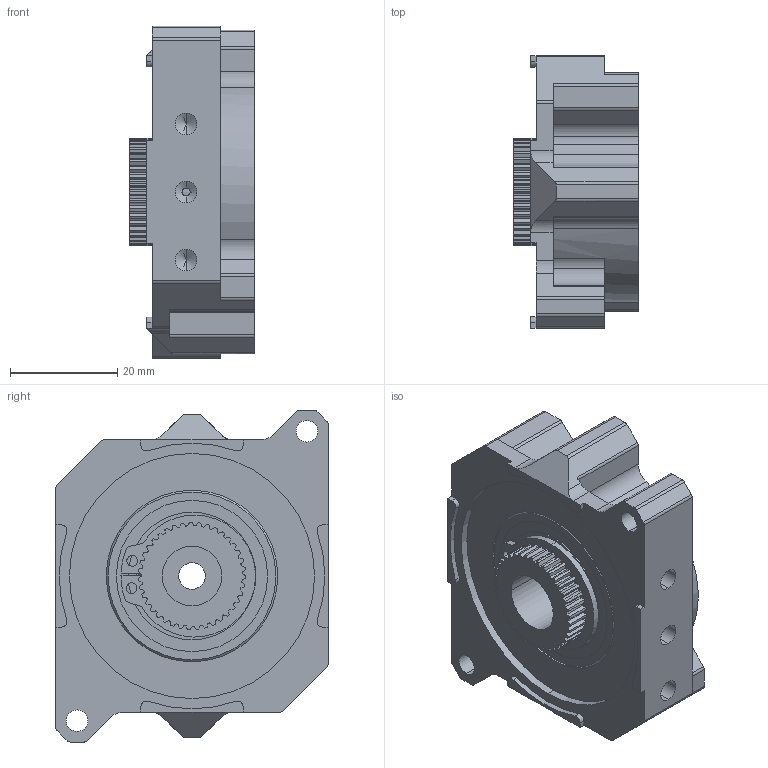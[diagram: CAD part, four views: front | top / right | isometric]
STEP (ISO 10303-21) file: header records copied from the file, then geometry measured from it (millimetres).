
FILE_DESCRIPTION (( 'STEP AP203' ), '1' );
FILE_NAME ('REV-21-2104.STEP', '2022-01-14T14:25:22', ( '' ), ( '' ), 'SwSTEP 2.0', 'SolidWorks 2022', '' );
FILE_SCHEMA (( 'CONFIG_CONTROL_DESIGN' ));
Length unit declared in the file: inch
Products named in the file (1): REV-21-2104
Bounding box: 23.2 x 50.8 x 61.92 mm (x, y, z)
Volume: 32990 mm3; surface area: 25261.9 mm2
Topology: 35 solids, 35 shells, 788 faces, 2157 edges, 1387 vertices
Faces by surface type: cylinder 279, plane 170, bspline 156, torus 90, sphere 48, cone 45
Entity records: 29940 total; most frequent: CARTESIAN_POINT 11754, ORIENTED_EDGE 4042, DIRECTION 3475, EDGE_CURVE 2021, AXIS2_PLACEMENT_3D 1468, VERTEX_POINT 1315, CIRCLE 835, EDGE_LOOP 832
